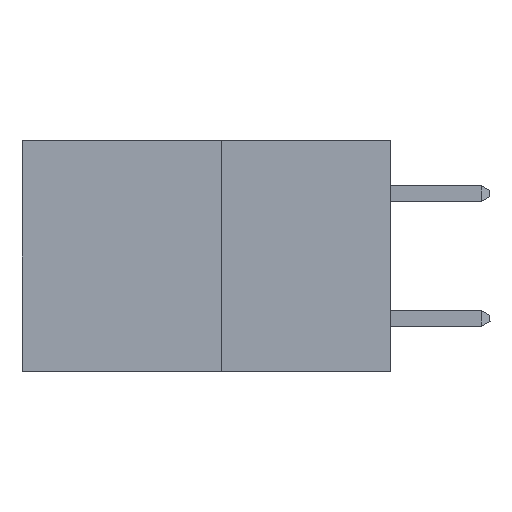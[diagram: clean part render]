
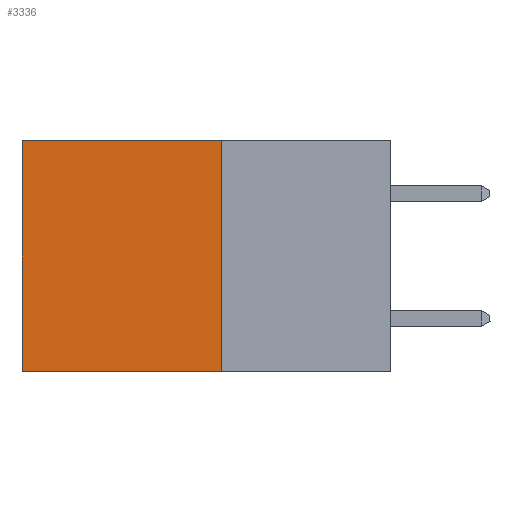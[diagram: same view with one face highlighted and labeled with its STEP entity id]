
A CAD part, left-side view. The second image highlights one B-rep face of the part: STEP entity #3336.
In plain terms, the highlighted planar face has unit normal (-1, 0, 0).
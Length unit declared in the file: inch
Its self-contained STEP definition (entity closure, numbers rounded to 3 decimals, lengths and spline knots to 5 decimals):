
#1122 = VERTEX_POINT ( 'NONE', #8736 ) ;
#1322 = ORIENTED_EDGE ( 'NONE', *, *, #16685, .T. ) ;
#1587 = DIRECTION ( 'NONE',  ( 0., 1., 0. ) ) ;
#1804 = LINE ( 'NONE', #7296, #5160 ) ;
#2091 = CARTESIAN_POINT ( 'NONE',  ( 0.277, 0.27, -0.37 ) ) ;
#2092 = CARTESIAN_POINT ( 'NONE',  ( 0.277, 0.59, -0.37 ) ) ;
#2270 = DIRECTION ( 'NONE',  ( 0., 0., -1. ) ) ;
#2461 = LINE ( 'NONE', #2091, #14933 ) ;
#3336 = ADVANCED_FACE ( 'NONE', ( #16472 ), #7692, .F. ) ;
#3599 = EDGE_CURVE ( 'NONE', #3941, #1122, #2461, .T. ) ;
#3636 = EDGE_LOOP ( 'NONE', ( #11366, #12954, #15809, #1322 ) ) ;
#3941 = VERTEX_POINT ( 'NONE', #17761 ) ;
#4266 = LINE ( 'NONE', #2092, #8106 ) ;
#4369 = CARTESIAN_POINT ( 'NONE',  ( 0.277, 0.27, -0.37 ) ) ;
#5160 = VECTOR ( 'NONE', #1587, 39.37008 ) ;
#6590 = VECTOR ( 'NONE', #15767, 39.37008 ) ;
#7296 = CARTESIAN_POINT ( 'NONE',  ( 0.277, 0.27, 0. ) ) ;
#7629 = DIRECTION ( 'NONE',  ( 0., 0., -1. ) ) ;
#7690 = DIRECTION ( 'NONE',  ( 1., 0., 0. ) ) ;
#7692 = PLANE ( 'NONE',  #7767 ) ;
#7767 = AXIS2_PLACEMENT_3D ( 'NONE', #7926, #7690, #7629 ) ;
#7926 = CARTESIAN_POINT ( 'NONE',  ( 0.277, 0.27, -0.37 ) ) ;
#8106 = VECTOR ( 'NONE', #13480, 39.37008 ) ;
#8736 = CARTESIAN_POINT ( 'NONE',  ( 0.277, 0.27, -0.37 ) ) ;
#10410 = LINE ( 'NONE', #4369, #6590 ) ;
#10640 = CARTESIAN_POINT ( 'NONE',  ( 0.277, 0.59, 0. ) ) ;
#11205 = CARTESIAN_POINT ( 'NONE',  ( 0.277, 0.59, -0.37 ) ) ;
#11366 = ORIENTED_EDGE ( 'NONE', *, *, #16260, .T. ) ;
#12954 = ORIENTED_EDGE ( 'NONE', *, *, #14769, .F. ) ;
#13480 = DIRECTION ( 'NONE',  ( 0., 0., -1. ) ) ;
#13656 = VERTEX_POINT ( 'NONE', #10640 ) ;
#14769 = EDGE_CURVE ( 'NONE', #1122, #17798, #10410, .T. ) ;
#14933 = VECTOR ( 'NONE', #2270, 39.37008 ) ;
#15767 = DIRECTION ( 'NONE',  ( 0., 1., 0. ) ) ;
#15809 = ORIENTED_EDGE ( 'NONE', *, *, #3599, .F. ) ;
#16260 = EDGE_CURVE ( 'NONE', #13656, #17798, #4266, .T. ) ;
#16472 = FACE_OUTER_BOUND ( 'NONE', #3636, .T. ) ;
#16685 = EDGE_CURVE ( 'NONE', #3941, #13656, #1804, .T. ) ;
#17761 = CARTESIAN_POINT ( 'NONE',  ( 0.277, 0.27, 0. ) ) ;
#17798 = VERTEX_POINT ( 'NONE', #11205 ) ;
